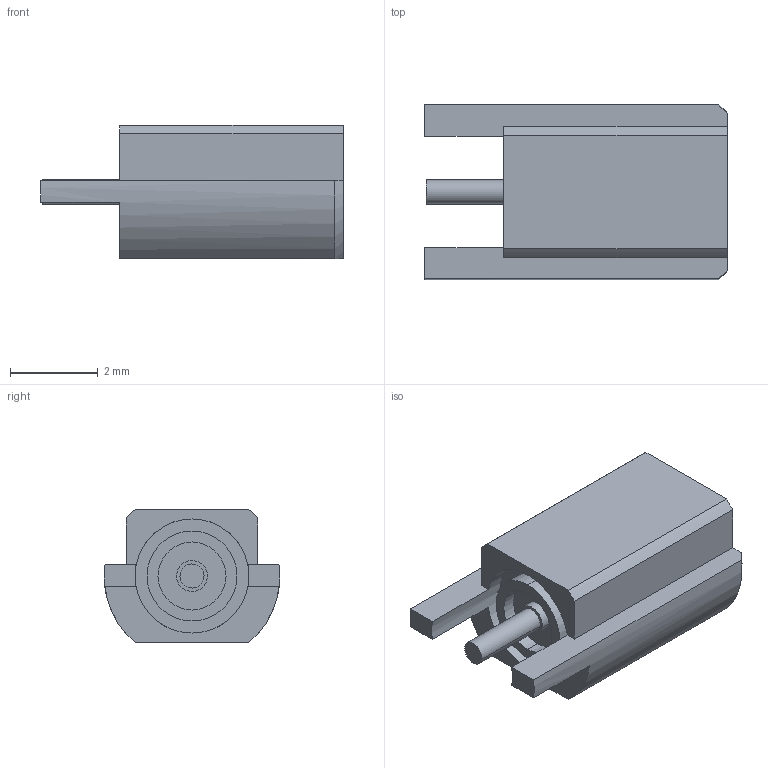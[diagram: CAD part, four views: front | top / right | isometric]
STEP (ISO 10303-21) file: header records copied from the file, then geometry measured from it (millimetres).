
FILE_DESCRIPTION (( 'STEP AP203' ), '1' );
FILE_NAME ('ﾑﾐ-50-6-03-ﾂ-ﾏ(ﾑ)-10 (11).STEP', '2020-05-22T05:49:49', ( 'Admin' ), ( '' ), 'SwSTEP 2.0', 'SolidWorks 2012', '' );
FILE_SCHEMA (( 'CONFIG_CONTROL_DESIGN' ));
Length unit declared in the file: millimetre
Products named in the file (1): ﾑﾐ-50-6-03-ﾂ-ﾏ(ﾑ)-10 (11)
Bounding box: 6.9 x 4 x 3.05 mm (x, y, z)
Volume: 43.3 mm3; surface area: 155.1 mm2
Topology: 3 solids, 3 shells, 71 faces, 162 edges, 104 vertices
Faces by surface type: cylinder 32, plane 25, cone 10, bspline 4
Entity records: 2215 total; most frequent: CARTESIAN_POINT 482, DIRECTION 374, ORIENTED_EDGE 324, EDGE_CURVE 162, AXIS2_PLACEMENT_3D 152, VERTEX_POINT 104, CIRCLE 84, EDGE_LOOP 82
